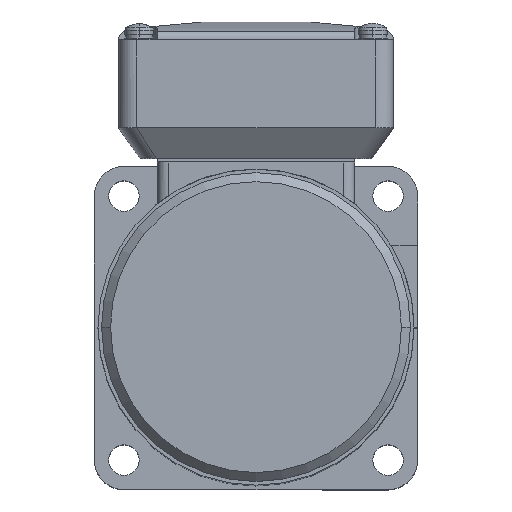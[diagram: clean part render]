
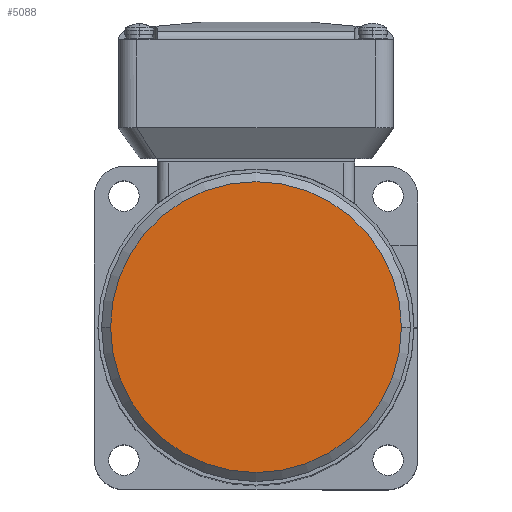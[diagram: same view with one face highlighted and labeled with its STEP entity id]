
A CAD part, top view. The second image highlights one B-rep face of the part: STEP entity #5088.
In plain terms, the highlighted planar face has unit normal (0, 0, 1).
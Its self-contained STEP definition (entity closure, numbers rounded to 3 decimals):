
#1312 = DIRECTION ( 'NONE',  ( -1., 0., 0. ) ) ;
#1313 = DIRECTION ( 'NONE',  ( 0., 0., -1. ) ) ;
#1315 = CARTESIAN_POINT ( 'NONE',  ( 0., 0., 164. ) ) ;
#2100 = CIRCLE ( 'NONE', #2122, 40.5 ) ;
#2122 = AXIS2_PLACEMENT_3D ( 'NONE', #8962, #8963, #8964 ) ;
#2133 = VERTEX_POINT ( 'NONE', #2915 ) ;
#2135 = VERTEX_POINT ( 'NONE', #2914 ) ;
#2575 = ORIENTED_EDGE ( 'NONE', *, *, #6433, .F. ) ;
#2589 = ORIENTED_EDGE ( 'NONE', *, *, #6249, .F. ) ;
#2914 = CARTESIAN_POINT ( 'NONE',  ( 40.5, 0., 164. ) ) ;
#2915 = CARTESIAN_POINT ( 'NONE',  ( -40.5, 0., 164. ) ) ;
#4125 = DIRECTION ( 'NONE',  ( 0., -1., 0. ) ) ;
#4126 = DIRECTION ( 'NONE',  ( 0., 0., 1. ) ) ;
#4127 = CARTESIAN_POINT ( 'NONE',  ( 0., 0., 164. ) ) ;
#4128 = PLANE ( 'NONE',  #6765 ) ;
#5088 = ADVANCED_FACE ( 'NONE', ( #7305 ), #4128, .T. ) ;
#5921 = EDGE_LOOP ( 'NONE', ( #2589, #2575 ) ) ;
#6249 = EDGE_CURVE ( 'NONE', #2133, #2135, #8089, .T. ) ;
#6433 = EDGE_CURVE ( 'NONE', #2135, #2133, #2100, .T. ) ;
#6765 = AXIS2_PLACEMENT_3D ( 'NONE', #4127, #4126, #4125 ) ;
#7305 = FACE_OUTER_BOUND ( 'NONE', #5921, .T. ) ;
#8088 = AXIS2_PLACEMENT_3D ( 'NONE', #1315, #1313, #1312 ) ;
#8089 = CIRCLE ( 'NONE', #8088, 40.5 ) ;
#8962 = CARTESIAN_POINT ( 'NONE',  ( 0., 0., 164. ) ) ;
#8963 = DIRECTION ( 'NONE',  ( 0., 0., -1. ) ) ;
#8964 = DIRECTION ( 'NONE',  ( -1., 0., 0. ) ) ;
